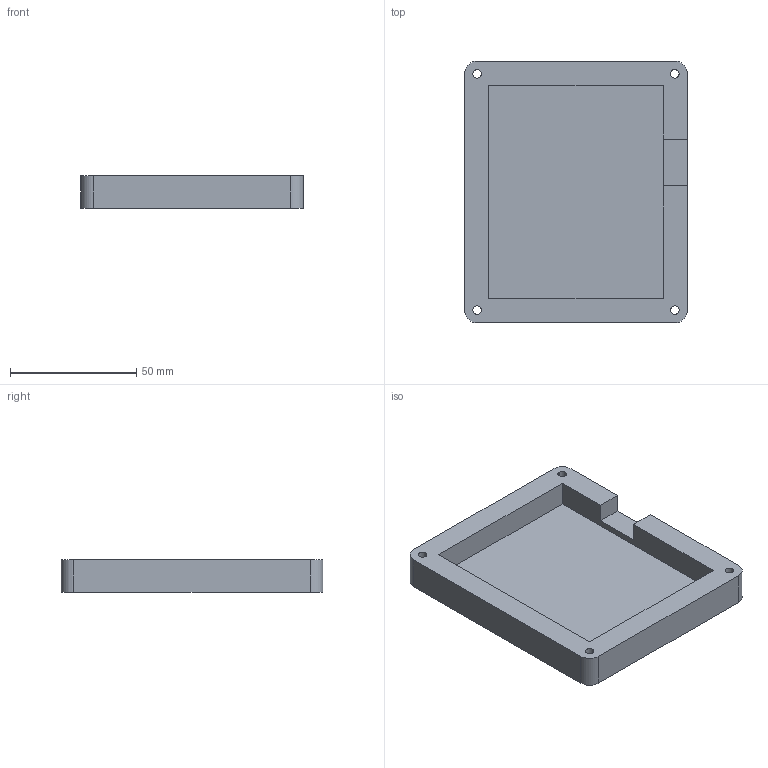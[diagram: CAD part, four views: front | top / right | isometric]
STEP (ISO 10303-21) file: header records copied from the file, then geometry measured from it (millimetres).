
FILE_DESCRIPTION(/* description */ (''),/* implementation_level */ '2;1');
FILE_NAME(/* name */ 'MacroPad - Bottom Case.step',/* time_stamp */ '2026-01-08T08:48:45+05:00',/* author */ (''),/* organization */ (''),/* preprocessor_version */ 'ST-DEVELOPER v20.1',/* originating_system */ 'Autodesk Translation Framework v14.21.0.0',/* authorisation */ '');
FILE_SCHEMA (('AUTOMOTIVE_DESIGN { 1 0 10303 214 3 1 1 }'));
Length unit declared in the file: millimetre
Products named in the file (3): 2025-12-30-15-50-56-259; 2025-12-30-15-51-22-025; 2025-12-30-15-52-27-139
Assembly tree (1 placements, depth 2):
  2025-12-30-15-50-56-259
    2025-12-30-15-51-22-025
  2025-12-30-15-52-27-139
Bounding box: 88.2 x 103.56 x 13 mm (x, y, z)
Volume: 57917.8 mm3; surface area: 26624 mm2
Topology: 1 solids, 1 shells, 31 faces, 75 edges, 50 vertices
Faces by surface type: plane 18, cylinder 13
Full cylindrical faces by diameter (mm): 3.4 x3, 6 x4
Entity records: 1004 total; most frequent: DIRECTION 173, CARTESIAN_POINT 161, ORIENTED_EDGE 150, EDGE_CURVE 75, AXIS2_PLACEMENT_3D 62, VERTEX_POINT 50, LINE 49, VECTOR 49
